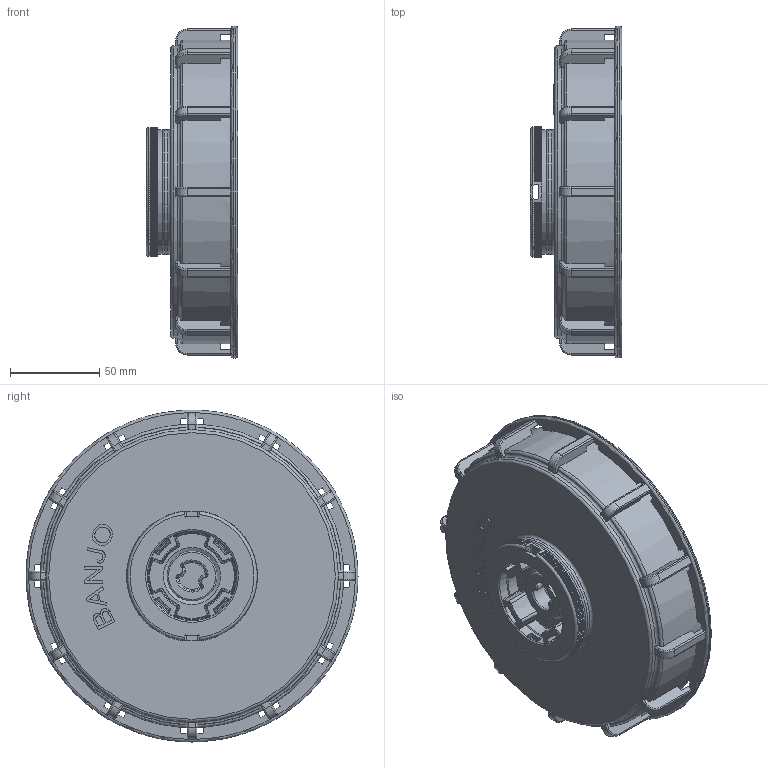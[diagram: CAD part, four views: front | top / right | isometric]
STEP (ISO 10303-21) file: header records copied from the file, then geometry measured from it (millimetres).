
FILE_DESCRIPTION(/* description */ ('IBC TNK LID-2"VNT BUNG,SNTOPRN'),/* implementation_level */ '2;1');
FILE_NAME(/* name */ 'TL652S.stp',/* time_stamp */ '2023-07-25T13:30:37-04:00',/* author */ ('MJC'),/* organization */ (''),/* preprocessor_version */ 'ST-DEVELOPER v18.1',/* originating_system */ 'Autodesk Inventor 2022',/* authorisation */ '');
FILE_SCHEMA (('AUTOMOTIVE_DESIGN { 1 0 10303 214 3 1 1 }'));
Products named in the file (7): TL652S; TL6502; TL6521S; TL6531; 200MPT; 200MPTG; TL6531X
Assembly tree (6 placements, depth 3):
  TL652S
    TL6502
    TL6521S
    TL6531
      200MPT
      200MPTG
      TL6531X
Bounding box: 51.31 x 186.18 x 186.18 mm (x, y, z)
Volume: 323682.1 mm3; surface area: 166444.9 mm2
Topology: 6 solids, 6 shells, 1695 faces, 4479 edges, 2788 vertices
Faces by surface type: plane 785, cylinder 525, bspline 168, torus 122, cone 67, sphere 28
Full cylindrical faces by diameter (mm): 5.08 x1, 20.218 x1, 22.962 x1, 23.787 x4, 23.838 x1, 27.94 x2, 58.42 x1, 60.452 x2, 69.85 x3, 135.318 x1, 154.178 x1, 155.575 x2, 163.195 x3, 163.83 x1, 170.18 x1, 186.182 x1
Entity records: 61714 total; most frequent: CARTESIAN_POINT 19851, ORIENTED_EDGE 8958, DIRECTION 8594, EDGE_CURVE 4479, AXIS2_PLACEMENT_3D 3180, VERTEX_POINT 2788, LINE 2234, VECTOR 2234
